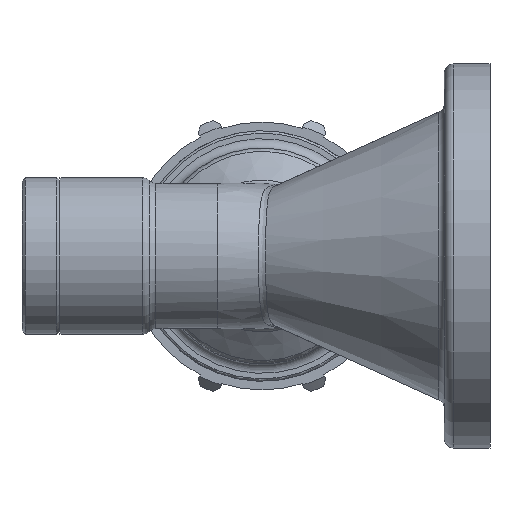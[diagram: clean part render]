
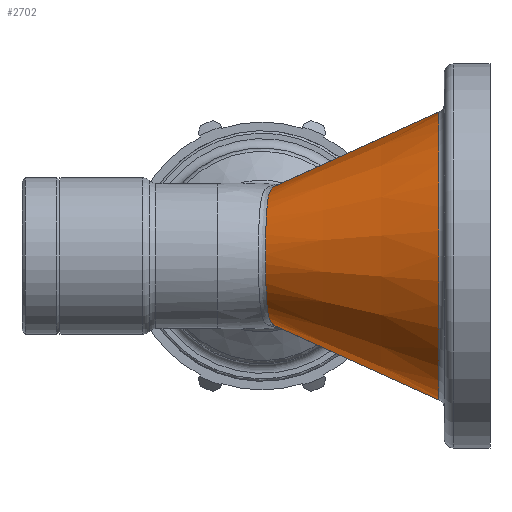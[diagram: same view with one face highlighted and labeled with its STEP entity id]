
A CAD part, left-side view. The second image highlights one B-rep face of the part: STEP entity #2702.
In plain terms, the highlighted conical face has half-angle 24.361 degrees and reference radius 24.4 mm.
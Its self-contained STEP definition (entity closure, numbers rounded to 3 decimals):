
#17=CONICAL_SURFACE('',#2878,24.4,24.361);
#177=LINE('',#4165,#363);
#182=LINE('',#4222,#368);
#363=VECTOR('',#3201,30.038);
#368=VECTOR('',#3208,30.038);
#549=B_SPLINE_CURVE_WITH_KNOTS('',3,(#4223,#4224,#4225,#4226,#4227,#4228,
#4229,#4230,#4231,#4232),.UNSPECIFIED.,.F.,.F.,(4,1,1,1,1,1,1,4),(-3.952,
-3.387,-2.823,-2.258,-1.694,
-1.129,-0.565,0.),.UNSPECIFIED.);
#622=FACE_OUTER_BOUND('',#783,.T.);
#783=EDGE_LOOP('',(#1789,#1790,#1791,#1792));
#978=CIRCLE('',#2875,23.985);
#1111=VERTEX_POINT('',#4149);
#1113=VERTEX_POINT('',#4155);
#1115=VERTEX_POINT('',#4164);
#1125=VERTEX_POINT('',#4221);
#1380=EDGE_CURVE('',#1111,#1113,#978,.T.);
#1383=EDGE_CURVE('',#1113,#1115,#177,.T.);
#1394=EDGE_CURVE('',#1111,#1125,#182,.T.);
#1395=EDGE_CURVE('',#1115,#1125,#549,.T.);
#1789=ORIENTED_EDGE('',*,*,#1380,.F.);
#1790=ORIENTED_EDGE('',*,*,#1394,.T.);
#1791=ORIENTED_EDGE('',*,*,#1395,.F.);
#1792=ORIENTED_EDGE('',*,*,#1383,.F.);
#2702=ADVANCED_FACE('',(#622),#17,.T.);
#2875=AXIS2_PLACEMENT_3D('',#4159,#3193,#3194);
#2878=AXIS2_PLACEMENT_3D('',#4220,#3206,#3207);
#3193=DIRECTION('center_axis',(0.,-1.,0.));
#3194=DIRECTION('ref_axis',(-1.,0.,0.));
#3201=DIRECTION('',(0.,0.911,0.412));
#3206=DIRECTION('center_axis',(0.,-1.,0.));
#3207=DIRECTION('ref_axis',(0.,0.,1.));
#3208=DIRECTION('',(0.,0.911,-0.412));
#4149=CARTESIAN_POINT('',(0.,-29.483,23.985));
#4155=CARTESIAN_POINT('',(0.,-29.483,-23.985));
#4159=CARTESIAN_POINT('Origin',(0.,-29.483,0.));
#4164=CARTESIAN_POINT('',(0.,-2.12,-11.595));
#4165=CARTESIAN_POINT('',(0.,-30.4,-24.4));
#4220=CARTESIAN_POINT('Origin',(0.,-30.4,0.));
#4221=CARTESIAN_POINT('',(0.,-2.12,11.595));
#4222=CARTESIAN_POINT('',(0.,-30.4,24.4));
#4223=CARTESIAN_POINT('Ctrl Pts',(0.,-2.12,
-11.595));
#4224=CARTESIAN_POINT('Ctrl Pts',(-1.595,-1.593,-11.356));
#4225=CARTESIAN_POINT('Ctrl Pts',(-4.831,-1.031,-10.415));
#4226=CARTESIAN_POINT('Ctrl Pts',(-8.785,-0.715,
-7.178));
#4227=CARTESIAN_POINT('Ctrl Pts',(-10.998,-0.595,
-2.561));
#4228=CARTESIAN_POINT('Ctrl Pts',(-11.,-0.596,
2.561));
#4229=CARTESIAN_POINT('Ctrl Pts',(-8.784,-0.714,7.177));
#4230=CARTESIAN_POINT('Ctrl Pts',(-4.832,-1.032,10.417));
#4231=CARTESIAN_POINT('Ctrl Pts',(-1.595,-1.593,11.356));
#4232=CARTESIAN_POINT('Ctrl Pts',(0.,-2.12,
11.595));
